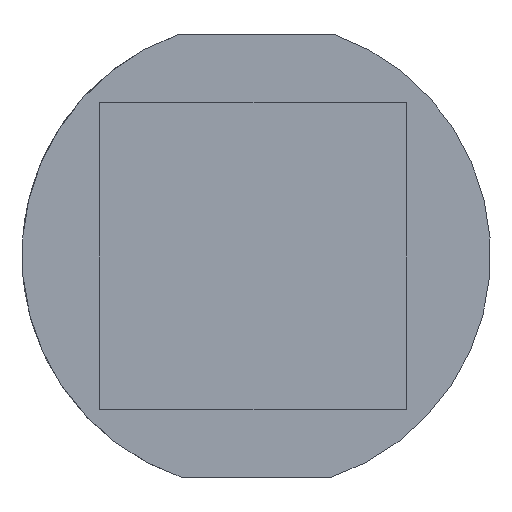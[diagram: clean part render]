
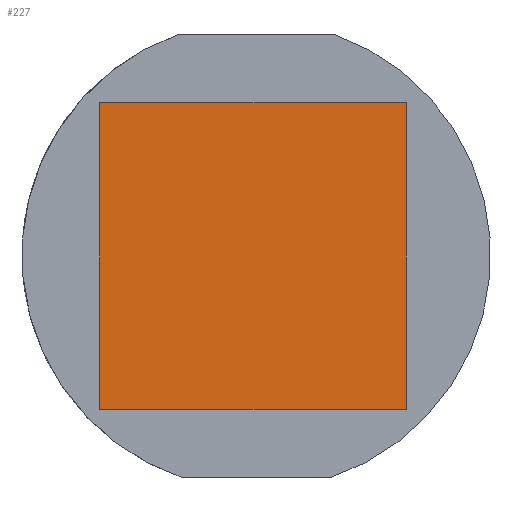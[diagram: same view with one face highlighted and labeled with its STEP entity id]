
A CAD part, left-side view. The second image highlights one B-rep face of the part: STEP entity #227.
In plain terms, the highlighted planar face has unit normal (-1, 0, 0).
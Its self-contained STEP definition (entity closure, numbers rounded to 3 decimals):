
#35=FACE_OUTER_BOUND('',#49,.T.);
#49=EDGE_LOOP('',(#203,#204,#205,#206));
#66=LINE('',#339,#85);
#69=LINE('',#344,#88);
#75=LINE('',#380,#94);
#77=LINE('',#383,#96);
#85=VECTOR('',#269,10.);
#88=VECTOR('',#274,10.);
#94=VECTOR('',#310,10.);
#96=VECTOR('',#314,10.);
#105=VERTEX_POINT('',#336);
#106=VERTEX_POINT('',#338);
#107=VERTEX_POINT('',#342);
#116=VERTEX_POINT('',#379);
#126=EDGE_CURVE('',#106,#105,#66,.T.);
#129=EDGE_CURVE('',#105,#107,#69,.T.);
#144=EDGE_CURVE('',#116,#106,#75,.T.);
#146=EDGE_CURVE('',#107,#116,#77,.T.);
#203=ORIENTED_EDGE('',*,*,#129,.T.);
#204=ORIENTED_EDGE('',*,*,#146,.T.);
#205=ORIENTED_EDGE('',*,*,#144,.T.);
#206=ORIENTED_EDGE('',*,*,#126,.T.);
#214=PLANE('',#251);
#227=ADVANCED_FACE('',(#35),#214,.T.);
#251=AXIS2_PLACEMENT_3D('',#384,#315,#316);
#269=DIRECTION('',(0.,-1.,0.));
#274=DIRECTION('',(0.,0.,1.));
#310=DIRECTION('',(0.,0.,-1.));
#314=DIRECTION('',(0.,1.,0.));
#315=DIRECTION('center_axis',(-1.,0.,0.));
#316=DIRECTION('ref_axis',(0.,0.,1.));
#336=CARTESIAN_POINT('',(123.,-45.166,9.493));
#338=CARTESIAN_POINT('',(123.,-39.886,9.493));
#339=CARTESIAN_POINT('',(123.,-39.886,9.493));
#342=CARTESIAN_POINT('',(123.,-45.166,14.773));
#344=CARTESIAN_POINT('',(123.,-45.166,9.493));
#379=CARTESIAN_POINT('',(123.,-39.886,14.773));
#380=CARTESIAN_POINT('',(123.,-39.886,14.773));
#383=CARTESIAN_POINT('',(123.,-45.166,14.773));
#384=CARTESIAN_POINT('Origin',(123.,-42.526,12.133));
